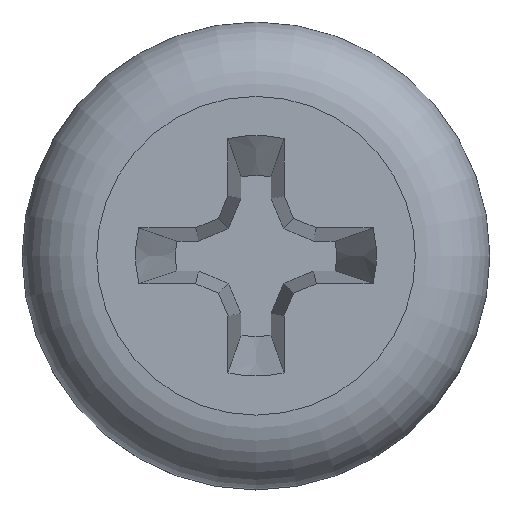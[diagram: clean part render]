
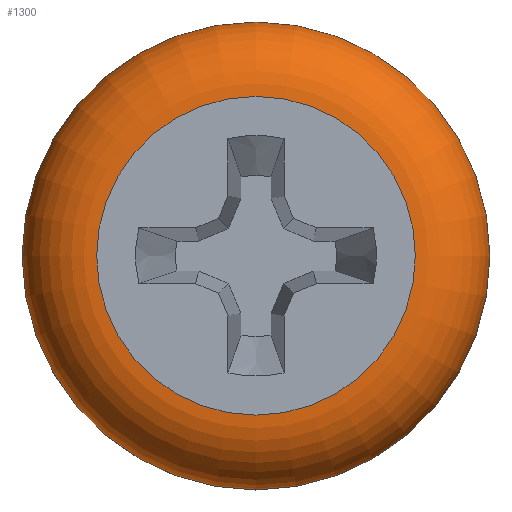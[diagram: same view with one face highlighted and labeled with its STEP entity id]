
A CAD part, top view. The second image highlights one B-rep face of the part: STEP entity #1300.
In plain terms, the highlighted toroidal (fillet/blend) face has major radius 6.812 mm and minor radius 3.188 mm.
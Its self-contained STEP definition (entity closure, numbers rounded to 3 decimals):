
#39=TOROIDAL_SURFACE('',#1398,6.813,3.188);
#132=FACE_OUTER_BOUND('',#202,.T.);
#202=EDGE_LOOP('',(#986,#987,#988,#989,#990,#991,#992));
#240=CIRCLE('',#1399,10.);
#241=CIRCLE('',#1400,10.);
#242=CIRCLE('',#1401,3.188);
#243=CIRCLE('',#1402,6.813);
#244=CIRCLE('',#1403,6.813);
#245=CIRCLE('',#1404,10.);
#565=VERTEX_POINT('',#7317);
#566=VERTEX_POINT('',#7318);
#567=VERTEX_POINT('',#7320);
#568=VERTEX_POINT('',#7322);
#569=VERTEX_POINT('',#7324);
#742=EDGE_CURVE('',#565,#566,#240,.T.);
#743=EDGE_CURVE('',#567,#565,#241,.T.);
#744=EDGE_CURVE('',#567,#568,#242,.T.);
#745=EDGE_CURVE('',#568,#569,#243,.T.);
#746=EDGE_CURVE('',#569,#568,#244,.T.);
#747=EDGE_CURVE('',#566,#567,#245,.T.);
#986=ORIENTED_EDGE('',*,*,#742,.F.);
#987=ORIENTED_EDGE('',*,*,#743,.F.);
#988=ORIENTED_EDGE('',*,*,#744,.T.);
#989=ORIENTED_EDGE('',*,*,#745,.T.);
#990=ORIENTED_EDGE('',*,*,#746,.T.);
#991=ORIENTED_EDGE('',*,*,#744,.F.);
#992=ORIENTED_EDGE('',*,*,#747,.F.);
#1300=ADVANCED_FACE('',(#132),#39,.T.);
#1398=AXIS2_PLACEMENT_3D('',#7316,#1581,#1582);
#1399=AXIS2_PLACEMENT_3D('',#7319,#1583,#1584);
#1400=AXIS2_PLACEMENT_3D('',#7321,#1585,#1586);
#1401=AXIS2_PLACEMENT_3D('',#7323,#1587,#1588);
#1402=AXIS2_PLACEMENT_3D('',#7325,#1589,#1590);
#1403=AXIS2_PLACEMENT_3D('',#7326,#1591,#1592);
#1404=AXIS2_PLACEMENT_3D('',#7327,#1593,#1594);
#1581=DIRECTION('center_axis',(0.,0.,-1.));
#1582=DIRECTION('ref_axis',(0.,1.,0.));
#1583=DIRECTION('center_axis',(0.,0.,-1.));
#1584=DIRECTION('ref_axis',(0.,1.,0.));
#1585=DIRECTION('center_axis',(0.,0.,-1.));
#1586=DIRECTION('ref_axis',(0.,1.,0.));
#1587=DIRECTION('center_axis',(-1.,0.,0.));
#1588=DIRECTION('ref_axis',(0.,-1.,0.));
#1589=DIRECTION('center_axis',(0.,0.,-1.));
#1590=DIRECTION('ref_axis',(0.,1.,0.));
#1591=DIRECTION('center_axis',(0.,0.,-1.));
#1592=DIRECTION('ref_axis',(0.,1.,0.));
#1593=DIRECTION('center_axis',(0.,0.,-1.));
#1594=DIRECTION('ref_axis',(0.,1.,0.));
#7316=CARTESIAN_POINT('Origin',(0.,0.,4.313));
#7317=CARTESIAN_POINT('',(-10.,0.,4.313));
#7318=CARTESIAN_POINT('',(10.,0.,4.313));
#7319=CARTESIAN_POINT('Origin',(0.,0.,4.313));
#7320=CARTESIAN_POINT('',(0.,-10.,4.313));
#7321=CARTESIAN_POINT('Origin',(0.,0.,4.313));
#7322=CARTESIAN_POINT('',(0.,-6.813,7.5));
#7323=CARTESIAN_POINT('Origin',(0.,-6.813,4.313));
#7324=CARTESIAN_POINT('',(0.,6.813,7.5));
#7325=CARTESIAN_POINT('Origin',(0.,0.,7.5));
#7326=CARTESIAN_POINT('Origin',(0.,0.,7.5));
#7327=CARTESIAN_POINT('Origin',(0.,0.,4.313));
